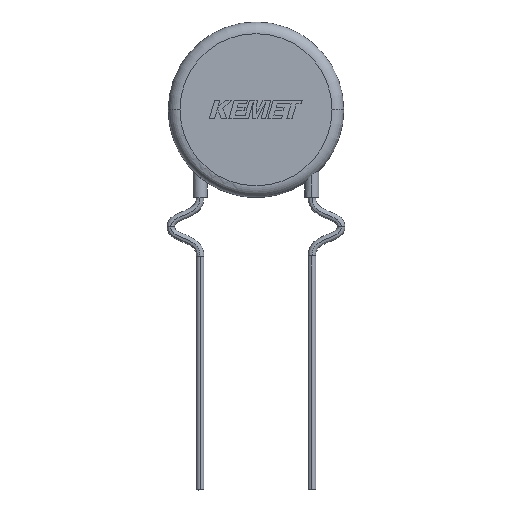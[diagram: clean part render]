
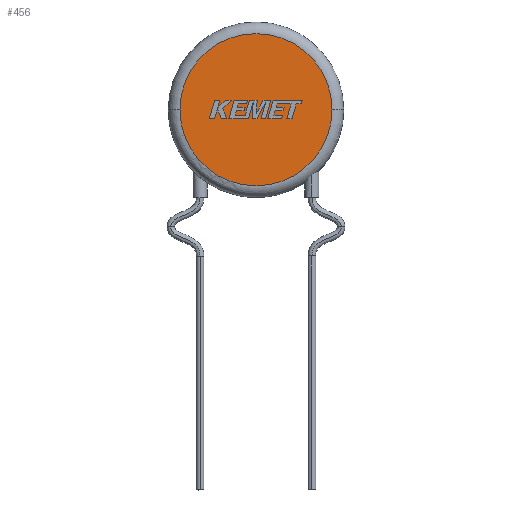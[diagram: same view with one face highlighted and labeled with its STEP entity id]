
A CAD part, top view. The second image highlights one B-rep face of the part: STEP entity #456.
In plain terms, the highlighted planar face has unit normal (0, 0, 1).
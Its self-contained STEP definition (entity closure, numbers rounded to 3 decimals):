
#82 = ORIENTED_EDGE ( 'NONE', *, *, #3649, .T. ) ;
#181 = CARTESIAN_POINT ( 'NONE',  ( 0., 0., 5. ) ) ;
#374 = DIRECTION ( 'NONE',  ( 0., 0., 1. ) ) ;
#456 = ADVANCED_FACE ( 'NONE', ( #505 ), #1373, .T. ) ;
#500 = DIRECTION ( 'NONE',  ( 0., 0., 1. ) ) ;
#505 = FACE_OUTER_BOUND ( 'NONE', #2508, .T. ) ;
#654 = CARTESIAN_POINT ( 'NONE',  ( 0., 0., 5. ) ) ;
#745 = EDGE_CURVE ( 'NONE', #1901, #2449, #1413, .T. ) ;
#880 = CARTESIAN_POINT ( 'NONE',  ( 6.5, 0., 5. ) ) ;
#929 = AXIS2_PLACEMENT_3D ( 'NONE', #654, #374, #3826 ) ;
#966 = AXIS2_PLACEMENT_3D ( 'NONE', #181, #500, #1173 ) ;
#1173 = DIRECTION ( 'NONE',  ( 1., 0., 0. ) ) ;
#1373 = PLANE ( 'NONE',  #3806 ) ;
#1413 = CIRCLE ( 'NONE', #929, 6.5 ) ;
#1667 = CARTESIAN_POINT ( 'NONE',  ( -6.5, 0., 5. ) ) ;
#1901 = VERTEX_POINT ( 'NONE', #880 ) ;
#2449 = VERTEX_POINT ( 'NONE', #1667 ) ;
#2508 = EDGE_LOOP ( 'NONE', ( #3867, #82 ) ) ;
#2537 = DIRECTION ( 'NONE',  ( 0., 0., 1. ) ) ;
#2616 = DIRECTION ( 'NONE',  ( 1., 0., 0. ) ) ;
#3570 = CARTESIAN_POINT ( 'NONE',  ( 0., 0., 5. ) ) ;
#3649 = EDGE_CURVE ( 'NONE', #2449, #1901, #3654, .T. ) ;
#3654 = CIRCLE ( 'NONE', #966, 6.5 ) ;
#3806 = AXIS2_PLACEMENT_3D ( 'NONE', #3570, #2537, #2616 ) ;
#3826 = DIRECTION ( 'NONE',  ( 1., 0., 0. ) ) ;
#3867 = ORIENTED_EDGE ( 'NONE', *, *, #745, .T. ) ;
